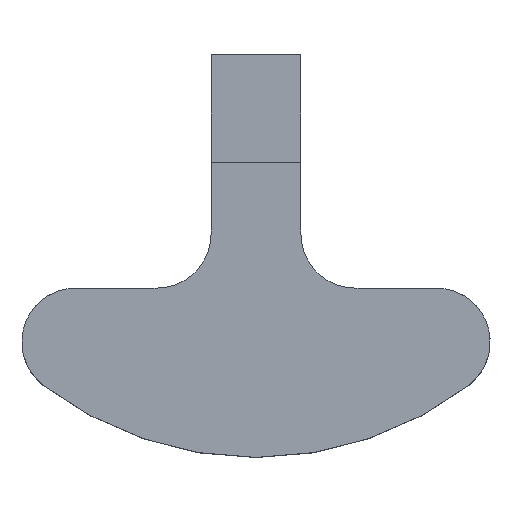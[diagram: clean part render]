
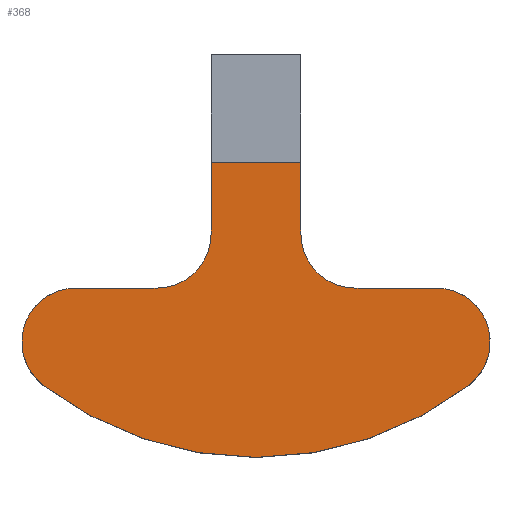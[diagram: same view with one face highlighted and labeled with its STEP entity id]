
A CAD part, top view. The second image highlights one B-rep face of the part: STEP entity #368.
In plain terms, the highlighted planar face has unit normal (0, 0, 1).
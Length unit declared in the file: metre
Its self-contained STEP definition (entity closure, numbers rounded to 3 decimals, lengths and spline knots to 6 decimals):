
#38=LINE('',#598,#74);
#41=LINE('',#604,#77);
#42=LINE('',#606,#78);
#44=LINE('',#610,#80);
#45=LINE('',#619,#81);
#74=VECTOR('',#477,1.);
#77=VECTOR('',#482,1.);
#78=VECTOR('',#485,1.);
#80=VECTOR('',#489,1.);
#81=VECTOR('',#496,1.);
#140=ORIENTED_EDGE('',*,*,#231,.T.);
#141=ORIENTED_EDGE('',*,*,#232,.T.);
#142=ORIENTED_EDGE('',*,*,#233,.T.);
#143=ORIENTED_EDGE('',*,*,#234,.T.);
#144=ORIENTED_EDGE('',*,*,#235,.T.);
#145=ORIENTED_EDGE('',*,*,#236,.T.);
#146=ORIENTED_EDGE('',*,*,#229,.F.);
#147=ORIENTED_EDGE('',*,*,#225,.F.);
#148=ORIENTED_EDGE('',*,*,#228,.T.);
#149=ORIENTED_EDGE('',*,*,#237,.T.);
#225=EDGE_CURVE('',#274,#275,#38,.T.);
#228=EDGE_CURVE('',#274,#276,#41,.T.);
#229=EDGE_CURVE('',#275,#277,#42,.T.);
#231=EDGE_CURVE('',#278,#279,#44,.T.);
#232=EDGE_CURVE('',#279,#280,#297,.T.);
#233=EDGE_CURVE('',#280,#281,#298,.T.);
#234=EDGE_CURVE('',#281,#282,#299,.T.);
#235=EDGE_CURVE('',#282,#283,#45,.T.);
#236=EDGE_CURVE('',#283,#277,#300,.F.);
#237=EDGE_CURVE('',#276,#278,#301,.F.);
#274=VERTEX_POINT('',#597);
#275=VERTEX_POINT('',#599);
#276=VERTEX_POINT('',#603);
#277=VERTEX_POINT('',#607);
#278=VERTEX_POINT('',#611);
#279=VERTEX_POINT('',#612);
#280=VERTEX_POINT('',#614);
#281=VERTEX_POINT('',#616);
#282=VERTEX_POINT('',#618);
#283=VERTEX_POINT('',#620);
#297=CIRCLE('',#409,0.003);
#298=CIRCLE('',#410,0.019406);
#299=CIRCLE('',#411,0.003);
#300=CIRCLE('',#412,0.003);
#301=CIRCLE('',#413,0.003);
#316=EDGE_LOOP('',(#140,#141,#142,#143,#144,#145,#146,#147,#148,#149));
#336=FACE_BOUND('',#316,.T.);
#356=PLANE('',#408);
#368=ADVANCED_FACE('',(#336),#356,.T.);
#408=AXIS2_PLACEMENT_3D('',#609,#487,#488);
#409=AXIS2_PLACEMENT_3D('',#613,#490,#491);
#410=AXIS2_PLACEMENT_3D('',#615,#492,#493);
#411=AXIS2_PLACEMENT_3D('',#617,#494,#495);
#412=AXIS2_PLACEMENT_3D('',#621,#497,#498);
#413=AXIS2_PLACEMENT_3D('',#622,#499,#500);
#477=DIRECTION('',(1.,0.,0.));
#482=DIRECTION('',(0.,-1.,0.));
#485=DIRECTION('',(0.,-1.,0.));
#487=DIRECTION('',(0.,0.,1.));
#488=DIRECTION('',(1.,0.,0.));
#489=DIRECTION('',(-1.,0.,0.));
#490=DIRECTION('',(0.,0.,1.));
#491=DIRECTION('',(0.,-1.,0.));
#492=DIRECTION('',(0.,0.,1.));
#493=DIRECTION('',(0.,-1.,0.));
#494=DIRECTION('',(0.,0.,1.));
#495=DIRECTION('',(0.,-1.,0.));
#496=DIRECTION('',(-1.,0.,0.));
#497=DIRECTION('',(0.,0.,1.));
#498=DIRECTION('',(0.,-1.,0.));
#499=DIRECTION('',(0.,0.,1.));
#500=DIRECTION('',(0.,-1.,0.));
#597=CARTESIAN_POINT('',(-0.0025,-0.003,0.012844));
#598=CARTESIAN_POINT('',(0.,-0.003,0.012844));
#599=CARTESIAN_POINT('',(0.0025,-0.003,0.012844));
#603=CARTESIAN_POINT('',(-0.0025,-0.007,0.012844));
#604=CARTESIAN_POINT('',(-0.0025,-0.010203,0.012844));
#606=CARTESIAN_POINT('',(0.0025,-0.010203,0.012844));
#607=CARTESIAN_POINT('',(0.0025,-0.007,0.012844));
#609=CARTESIAN_POINT('',(0.,0.,0.012844));
#610=CARTESIAN_POINT('',(0.,-0.01,0.012844));
#611=CARTESIAN_POINT('',(-0.0055,-0.01,0.012844));
#612=CARTESIAN_POINT('',(-0.010008,-0.01,0.012844));
#613=CARTESIAN_POINT('',(-0.010008,-0.013,0.012844));
#614=CARTESIAN_POINT('',(-0.011839,-0.015377,0.012844));
#615=CARTESIAN_POINT('',(0.,0.,0.012844));
#616=CARTESIAN_POINT('',(0.011839,-0.015377,0.012844));
#617=CARTESIAN_POINT('',(0.010008,-0.013,0.012844));
#618=CARTESIAN_POINT('',(0.010008,-0.01,0.012844));
#619=CARTESIAN_POINT('',(0.,-0.01,0.012844));
#620=CARTESIAN_POINT('',(0.0055,-0.01,0.012844));
#621=CARTESIAN_POINT('',(0.0055,-0.007,0.012844));
#622=CARTESIAN_POINT('',(-0.0055,-0.007,0.012844));
